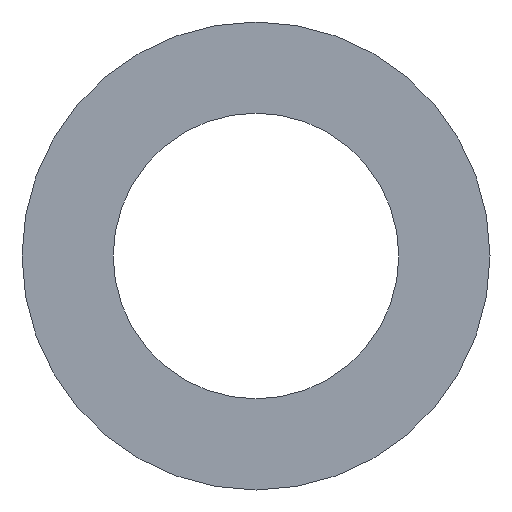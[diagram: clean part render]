
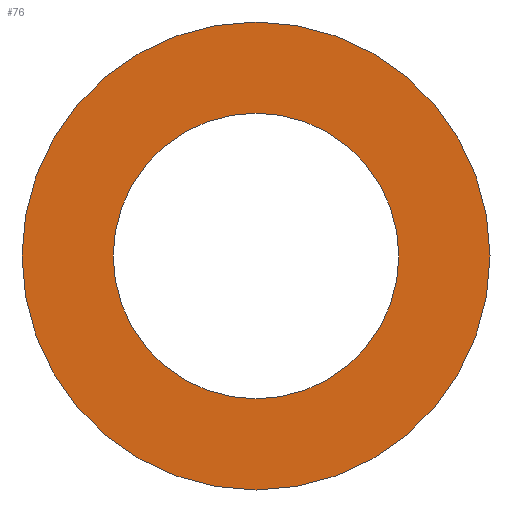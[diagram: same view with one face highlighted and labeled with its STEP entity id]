
A CAD part, left-side view. The second image highlights one B-rep face of the part: STEP entity #76.
In plain terms, the highlighted planar face has unit normal (-1, 0, 0).
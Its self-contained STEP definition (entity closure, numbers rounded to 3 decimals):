
#76 = ADVANCED_FACE( '', ( #189, #190 ), #191, .T. );
#80 = EDGE_CURVE( '', #156, #146, #196, .T. );
#86 = VERTEX_POINT( '', #202 );
#124 = EDGE_CURVE( '', #86, #162, #244, .T. );
#142 = EDGE_CURVE( '', #162, #86, #267, .T. );
#146 = VERTEX_POINT( '', #271 );
#150 = EDGE_CURVE( '', #146, #156, #275, .T. );
#156 = VERTEX_POINT( '', #282 );
#162 = VERTEX_POINT( '', #288 );
#189 = FACE_BOUND( '', #304, .T. );
#190 = FACE_OUTER_BOUND( '', #305, .T. );
#191 = PLANE( '', #306 );
#196 = CIRCLE( '', #312, 134. );
#202 = CARTESIAN_POINT( '', ( -213., 81.8, 0. ) );
#244 = CIRCLE( '', #378, 81.8 );
#267 = CIRCLE( '', #406, 81.8 );
#271 = CARTESIAN_POINT( '', ( -213., -134., 0. ) );
#275 = CIRCLE( '', #417, 134. );
#282 = CARTESIAN_POINT( '', ( -213., 134., 0. ) );
#288 = CARTESIAN_POINT( '', ( -213., -81.8, 0. ) );
#304 = EDGE_LOOP( '', ( #449, #450 ) );
#305 = EDGE_LOOP( '', ( #451, #452 ) );
#306 = AXIS2_PLACEMENT_3D( '', #453, #454, #455 );
#312 = AXIS2_PLACEMENT_3D( '', #464, #465, #466 );
#378 = AXIS2_PLACEMENT_3D( '', #517, #518, #519 );
#406 = AXIS2_PLACEMENT_3D( '', #559, #560, #561 );
#417 = AXIS2_PLACEMENT_3D( '', #563, #564, #565 );
#449 = ORIENTED_EDGE( '', *, *, #124, .F. );
#450 = ORIENTED_EDGE( '', *, *, #142, .F. );
#451 = ORIENTED_EDGE( '', *, *, #80, .T. );
#452 = ORIENTED_EDGE( '', *, *, #150, .T. );
#453 = CARTESIAN_POINT( '', ( -213., 107.9, 0. ) );
#454 = DIRECTION( '', ( -1., 0., 0. ) );
#455 = DIRECTION( '', ( 0., 1., 0. ) );
#464 = CARTESIAN_POINT( '', ( -213., 0., 0. ) );
#465 = DIRECTION( '', ( -1., 0., 0. ) );
#466 = DIRECTION( '', ( 0., 1., 0. ) );
#517 = CARTESIAN_POINT( '', ( -213., 0., 0. ) );
#518 = DIRECTION( '', ( -1., 0., 0. ) );
#519 = DIRECTION( '', ( 0., 1., 0. ) );
#559 = CARTESIAN_POINT( '', ( -213., 0., 0. ) );
#560 = DIRECTION( '', ( -1., 0., 0. ) );
#561 = DIRECTION( '', ( 0., 1., 0. ) );
#563 = CARTESIAN_POINT( '', ( -213., 0., 0. ) );
#564 = DIRECTION( '', ( -1., 0., 0. ) );
#565 = DIRECTION( '', ( 0., 1., 0. ) );
